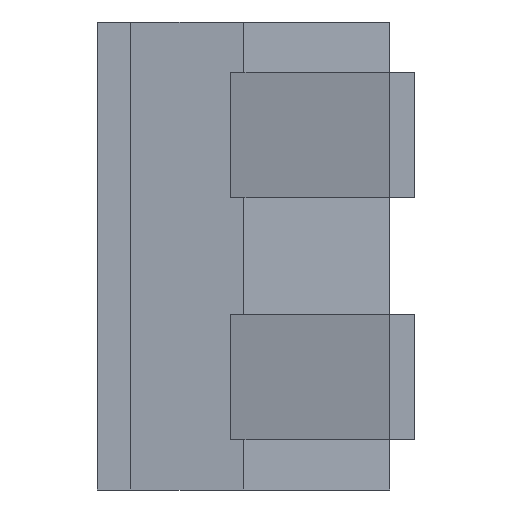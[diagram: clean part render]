
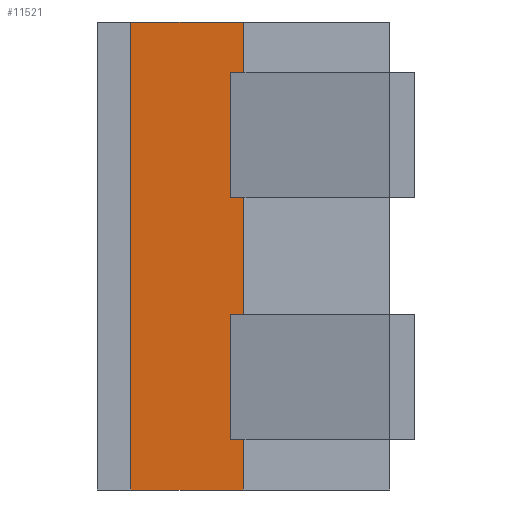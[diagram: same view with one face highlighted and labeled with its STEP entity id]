
A CAD part, left-side view. The second image highlights one B-rep face of the part: STEP entity #11521.
In plain terms, the highlighted planar face has unit normal (-0.998, 0.07, 0).
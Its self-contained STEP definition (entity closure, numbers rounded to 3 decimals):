
#1 = VERTEX_POINT ( 'NONE', #7158 ) ;
#2 = VERTEX_POINT ( 'NONE', #7159 ) ;
#3 = VERTEX_POINT ( 'NONE', #7160 ) ;
#4 = VERTEX_POINT ( 'NONE', #7161 ) ;
#5 = VERTEX_POINT ( 'NONE', #7162 ) ;
#6 = VERTEX_POINT ( 'NONE', #7163 ) ;
#7 = VERTEX_POINT ( 'NONE', #7164 ) ;
#352 = VERTEX_POINT ( 'NONE', #7190 ) ;
#353 = VERTEX_POINT ( 'NONE', #7191 ) ;
#354 = VERTEX_POINT ( 'NONE', #7192 ) ;
#356 = VERTEX_POINT ( 'NONE', #7194 ) ;
#358 = VERTEX_POINT ( 'NONE', #7196 ) ;
#1320 = PLANE ( 'NONE',  #19891 ) ;
#1321 = CARTESIAN_POINT ( 'NONE',  ( -1.907, -4.389, 1.4 ) ) ;
#1322 = DIRECTION ( 'NONE',  ( -0.998, 0.07, 0. ) ) ;
#1323 = DIRECTION ( 'NONE',  ( -0.07, -0.998, 0. ) ) ;
#1507 = LINE ( 'NONE', #1508, #19948 ) ;
#1508 = CARTESIAN_POINT ( 'NONE',  ( -1.907, -4.389, -1.1 ) ) ;
#1509 = DIRECTION ( 'NONE',  ( 0.07, 0.998, 0. ) ) ;
#1510 = LINE ( 'NONE', #1511, #19949 ) ;
#1511 = CARTESIAN_POINT ( 'NONE',  ( -1.6, 0., 1.4 ) ) ;
#1512 = DIRECTION ( 'NONE',  ( 0., 0., -1. ) ) ;
#1513 = LINE ( 'NONE', #1514, #19950 ) ;
#1514 = CARTESIAN_POINT ( 'NONE',  ( -1.595, 0.075, 1.4 ) ) ;
#1515 = DIRECTION ( 'NONE',  ( 0., 0., -1. ) ) ;
#1516 = LINE ( 'NONE', #1517, #19951 ) ;
#1517 = CARTESIAN_POINT ( 'NONE',  ( -1.907, -4.389, -0.35 ) ) ;
#1518 = DIRECTION ( 'NONE',  ( 0.07, 0.998, 0. ) ) ;
#1519 = LINE ( 'NONE', #1520, #19952 ) ;
#1520 = CARTESIAN_POINT ( 'NONE',  ( -1.6, 0., 1.4 ) ) ;
#1521 = DIRECTION ( 'NONE',  ( 0., 0., -1. ) ) ;
#1522 = LINE ( 'NONE', #1523, #19953 ) ;
#1523 = CARTESIAN_POINT ( 'NONE',  ( -1.907, -4.389, 0.35 ) ) ;
#1524 = DIRECTION ( 'NONE',  ( 0.07, 0.998, 0. ) ) ;
#1525 = LINE ( 'NONE', #1526, #19954 ) ;
#1526 = CARTESIAN_POINT ( 'NONE',  ( -1.595, 0.075, 1.4 ) ) ;
#1527 = DIRECTION ( 'NONE',  ( 0., 0., 1. ) ) ;
#1528 = LINE ( 'NONE', #1529, #19955 ) ;
#1529 = CARTESIAN_POINT ( 'NONE',  ( -1.907, -4.389, 1.1 ) ) ;
#1530 = DIRECTION ( 'NONE',  ( 0.07, 0.998, 0. ) ) ;
#1531 = LINE ( 'NONE', #1532, #19956 ) ;
#1532 = CARTESIAN_POINT ( 'NONE',  ( -1.6, 0., 1.4 ) ) ;
#1533 = DIRECTION ( 'NONE',  ( 0., 0., -1. ) ) ;
#1534 = LINE ( 'NONE', #1535, #19957 ) ;
#1535 = CARTESIAN_POINT ( 'NONE',  ( -1.907, -4.389, 1.4 ) ) ;
#1536 = DIRECTION ( 'NONE',  ( 0.07, 0.998, 0. ) ) ;
#1537 = LINE ( 'NONE', #1538, #19958 ) ;
#1538 = CARTESIAN_POINT ( 'NONE',  ( -1.553, 0.675, 1.4 ) ) ;
#1539 = DIRECTION ( 'NONE',  ( 0., 0., -1. ) ) ;
#1540 = LINE ( 'NONE', #1541, #19959 ) ;
#1541 = CARTESIAN_POINT ( 'NONE',  ( -1.907, -4.389, -1.4 ) ) ;
#1542 = DIRECTION ( 'NONE',  ( 0.07, 0.998, 0. ) ) ;
#3691 = ORIENTED_EDGE ( 'NONE', *, *, #11541, .F. ) ;
#3692 = ORIENTED_EDGE ( 'NONE', *, *, #11542, .F. ) ;
#3693 = ORIENTED_EDGE ( 'NONE', *, *, #11540, .T. ) ;
#3694 = ORIENTED_EDGE ( 'NONE', *, *, #11543, .F. ) ;
#3695 = ORIENTED_EDGE ( 'NONE', *, *, #11544, .F. ) ;
#3696 = ORIENTED_EDGE ( 'NONE', *, *, #11545, .T. ) ;
#3697 = ORIENTED_EDGE ( 'NONE', *, *, #11546, .T. ) ;
#3698 = ORIENTED_EDGE ( 'NONE', *, *, #11547, .F. ) ;
#3699 = ORIENTED_EDGE ( 'NONE', *, *, #11548, .F. ) ;
#3700 = ORIENTED_EDGE ( 'NONE', *, *, #11549, .T. ) ;
#3701 = ORIENTED_EDGE ( 'NONE', *, *, #11550, .T. ) ;
#3702 = ORIENTED_EDGE ( 'NONE', *, *, #11551, .F. ) ;
#3746 = EDGE_LOOP ( 'NONE', ( #3691, #3693, #3692, #3694, #3695, #3696, #3697, #3698, #3699, #3700, #3701, #3702 ) ) ;
#7158 = CARTESIAN_POINT ( 'NONE',  ( -1.595, 0.075, -1.1 ) ) ;
#7159 = CARTESIAN_POINT ( 'NONE',  ( -1.595, 0.075, -0.35 ) ) ;
#7160 = CARTESIAN_POINT ( 'NONE',  ( -1.6, 0., -0.35 ) ) ;
#7161 = CARTESIAN_POINT ( 'NONE',  ( -1.6, 0., 0.35 ) ) ;
#7162 = CARTESIAN_POINT ( 'NONE',  ( -1.595, 0.075, 0.35 ) ) ;
#7163 = CARTESIAN_POINT ( 'NONE',  ( -1.595, 0.075, 1.1 ) ) ;
#7164 = CARTESIAN_POINT ( 'NONE',  ( -1.6, 0., 1.1 ) ) ;
#7190 = CARTESIAN_POINT ( 'NONE',  ( -1.6, 0., 1.4 ) ) ;
#7191 = CARTESIAN_POINT ( 'NONE',  ( -1.553, 0.675, 1.4 ) ) ;
#7192 = CARTESIAN_POINT ( 'NONE',  ( -1.553, 0.675, -1.4 ) ) ;
#7194 = CARTESIAN_POINT ( 'NONE',  ( -1.6, 0., -1.4 ) ) ;
#7196 = CARTESIAN_POINT ( 'NONE',  ( -1.6, 0., -1.1 ) ) ;
#11521 = ADVANCED_FACE ( 'NONE', ( #19889 ), #1320, .T. ) ;
#11540 = EDGE_CURVE ( 'NONE', #358, #1, #1507, .T. ) ;
#11541 = EDGE_CURVE ( 'NONE', #358, #356, #1510, .T. ) ;
#11542 = EDGE_CURVE ( 'NONE', #2, #1, #1513, .T. ) ;
#11543 = EDGE_CURVE ( 'NONE', #3, #2, #1516, .T. ) ;
#11544 = EDGE_CURVE ( 'NONE', #4, #3, #1519, .T. ) ;
#11545 = EDGE_CURVE ( 'NONE', #4, #5, #1522, .T. ) ;
#11546 = EDGE_CURVE ( 'NONE', #5, #6, #1525, .T. ) ;
#11547 = EDGE_CURVE ( 'NONE', #7, #6, #1528, .T. ) ;
#11548 = EDGE_CURVE ( 'NONE', #352, #7, #1531, .T. ) ;
#11549 = EDGE_CURVE ( 'NONE', #352, #353, #1534, .T. ) ;
#11550 = EDGE_CURVE ( 'NONE', #353, #354, #1537, .T. ) ;
#11551 = EDGE_CURVE ( 'NONE', #356, #354, #1540, .T. ) ;
#19889 = FACE_OUTER_BOUND ( 'NONE', #3746, .T. ) ;
#19891 = AXIS2_PLACEMENT_3D ( 'NONE', #1321, #1322, #1323 ) ;
#19948 = VECTOR ( 'NONE', #1509, 1000. ) ;
#19949 = VECTOR ( 'NONE', #1512, 1000. ) ;
#19950 = VECTOR ( 'NONE', #1515, 1000. ) ;
#19951 = VECTOR ( 'NONE', #1518, 1000. ) ;
#19952 = VECTOR ( 'NONE', #1521, 1000. ) ;
#19953 = VECTOR ( 'NONE', #1524, 1000. ) ;
#19954 = VECTOR ( 'NONE', #1527, 1000. ) ;
#19955 = VECTOR ( 'NONE', #1530, 1000. ) ;
#19956 = VECTOR ( 'NONE', #1533, 1000. ) ;
#19957 = VECTOR ( 'NONE', #1536, 1000. ) ;
#19958 = VECTOR ( 'NONE', #1539, 1000. ) ;
#19959 = VECTOR ( 'NONE', #1542, 1000. ) ;
